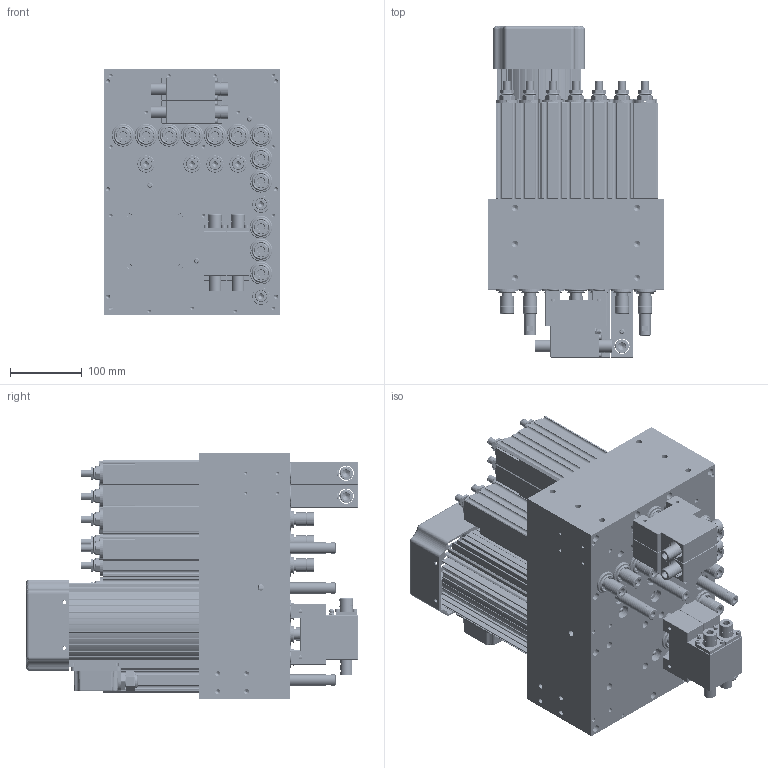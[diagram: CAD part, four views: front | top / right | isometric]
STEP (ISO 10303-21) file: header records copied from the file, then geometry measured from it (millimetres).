
FILE_DESCRIPTION (( 'STEP AP203' ), '1' );
FILE_NAME ('R型动力头.STEP', '2019-03-22T13:39:01', ( '微软用户' ), ( '微软中国' ), 'SwSTEP 2.0', 'SolidWorks 2016', '' );
FILE_SCHEMA (( 'CONFIG_CONTROL_DESIGN' ));
Length unit declared in the file: millimetre
Products named in the file (32): DZX-9047; DZX-9043; 褒僅芛絳砃裝; 絳砃杶; DZX-6052; DZX-9044; 褒砃換雄豪瑩粣; 傻絳砃裝; 辦脣諉芛; DZX-9045; 褒僅芛; 酗絳砃裝; O型密封圈1.9X12.5; DZX-9050; 2.2KW4500蛌萇儂; JB／T7940．1-1995直通式压注油杯6; 辦齬; DZX-9049; R倰雄薯芛; 眻褒芛; DZX-6055; DZX-9048; 阨す粣; GB／T70．1-2000内六角圆柱头螺钉M5×50; DZX-6046; R倰眊极; 源傷裔H; DZX-1042; DZX-9046; R倰ヶ裔; GB／T70．1-2000内六角圆柱头螺钉M4×16; 淏換翋粣
Assembly tree (135 placements, depth 3):
  R倰雄薯芛
    R倰眊极
    R倰ヶ裔
    DZX-9043  x2
    DZX-9044  x2
    DZX-9045
    DZX-9050
    DZX-9049
    DZX-9048
    DZX-6046
    DZX-9046
    DZX-9047
    辦齬  x26
      DZX-6052
      辦脣諉芛
      O型密封圈1.9X12.5
    DZX-6055  x5
    GB／T70．1-2000内六角圆柱头螺钉M5×50  x23
    DZX-1042  x16
    淏換翋粣  x12
    絳砃杶  x14
    傻絳砃裝  x2
    酗絳砃裝  x4
    JB／T7940．1-1995直通式压注油杯6  x3
    褒僅芛  x4
      眻褒芛
      阨す粣
      源傷裔H
      GB／T70．1-2000内六角圆柱头螺钉M4×16
      JB／T7940．1-1995直通式压注油杯6
      褒僅芛絳砃裝
      褒砃換雄豪瑩粣
    2.2KW4500蛌萇儂
Bounding box: 244 x 461.5 x 342 mm (x, y, z)
Volume: 13963846.7 mm3; surface area: 3032017.2 mm2
Topology: 208 solids, 208 shells, 9817 faces, 23070 edges, 14552 vertices
Faces by surface type: cylinder 4143, plane 3761, cone 1415, torus 409, bspline 89
Entity records: 114496 total; most frequent: CARTESIAN_POINT 25808, DIRECTION 18241, ORIENTED_EDGE 16534, EDGE_CURVE 8267, AXIS2_PLACEMENT_3D 7113, VERTEX_POINT 5275, EDGE_LOOP 4108, LINE 4015
